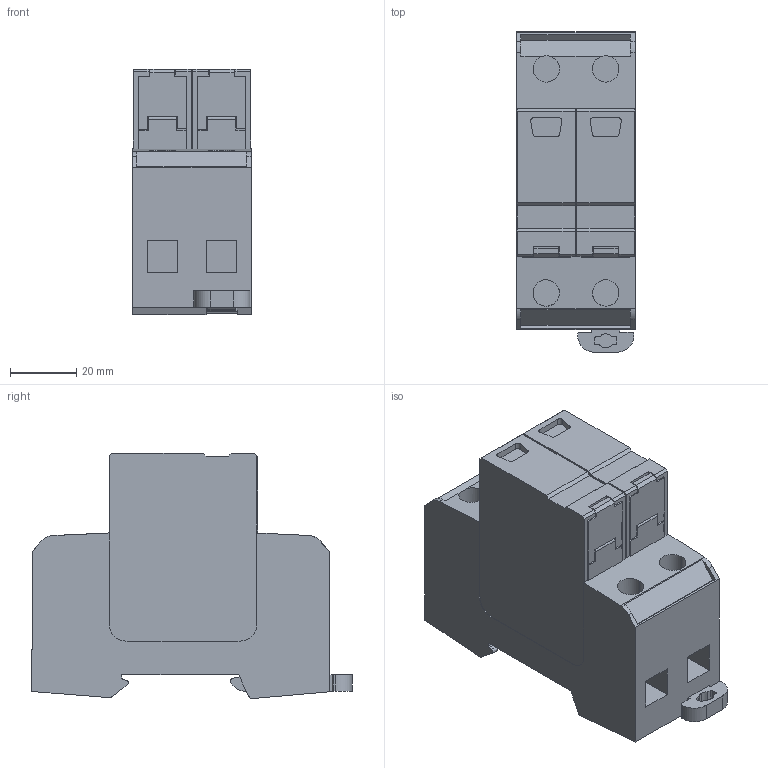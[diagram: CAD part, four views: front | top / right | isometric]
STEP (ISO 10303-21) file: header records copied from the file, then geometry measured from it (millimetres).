
FILE_DESCRIPTION(('CATIA V5 STEP Exchange','CAx-IF Rec.Pracs.--- Model Styling and Organization---1.4--- 2014-01-23'),'2;1');
FILE_NAME ('D1606910_0', '2024-04-04T11:27:36+00:00', ('none'), ('Weidmueller'), 'CATIA Version 5-6 Release 2016 SP3 HF44', 'CATIA V5 STEP AP214', 'none');
FILE_SCHEMA(('AUTOMOTIVE_DESIGN { 1 0 10303 214 1 1 1 1 }'));
Length unit declared in the file: millimetre
Products named in the file (1): S3D_VPU_AC_I_1-1_XXX_LH
Bounding box: 36 x 96.96 x 74.24 mm (x, y, z)
Volume: 176406.8 mm3; surface area: 28107.7 mm2
Topology: 1 solids, 1 shells, 292 faces, 859 edges, 578 vertices
Faces by surface type: plane 214, cylinder 48, extrusion 30
Entity records: 10117 total; most frequent: CARTESIAN_POINT 2475, ORIENTED_EDGE 1718, DIRECTION 1151, EDGE_CURVE 859, VECTOR 698, LINE 668, VERTEX_POINT 578, EDGE_LOOP 313
